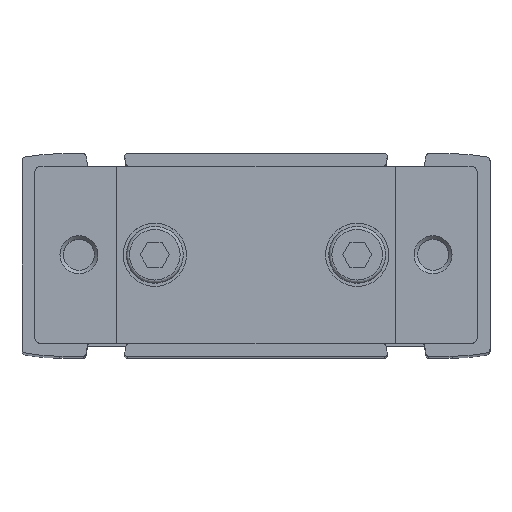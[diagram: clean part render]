
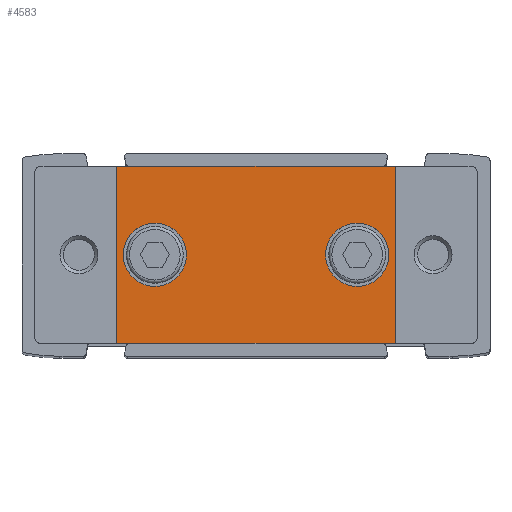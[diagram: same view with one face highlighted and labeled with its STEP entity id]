
A CAD part, top view. The second image highlights one B-rep face of the part: STEP entity #4583.
In plain terms, the highlighted planar face has unit normal (0, 0, 1).
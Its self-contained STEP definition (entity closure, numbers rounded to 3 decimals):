
#261=LINE('',#8439,#533);
#274=LINE('',#8473,#546);
#283=LINE('',#8565,#555);
#284=LINE('',#8567,#556);
#533=VECTOR('',#7017,1000.);
#546=VECTOR('',#7046,1000.);
#555=VECTOR('',#7165,1000.);
#556=VECTOR('',#7168,1000.);
#742=PLANE('',#6021);
#1548=ORIENTED_EDGE('',*,*,#2388,.F.);
#1549=ORIENTED_EDGE('',*,*,#2389,.F.);
#1550=ORIENTED_EDGE('',*,*,#2386,.T.);
#1551=ORIENTED_EDGE('',*,*,#2335,.T.);
#1552=ORIENTED_EDGE('',*,*,#2387,.T.);
#1553=ORIENTED_EDGE('',*,*,#2352,.T.);
#2335=EDGE_CURVE('',#2846,#2847,#261,.T.);
#2352=EDGE_CURVE('',#2859,#2858,#274,.T.);
#2386=EDGE_CURVE('',#2858,#2846,#283,.T.);
#2387=EDGE_CURVE('',#2847,#2859,#284,.T.);
#2388=EDGE_CURVE('',#2887,#2887,#3229,.T.);
#2389=EDGE_CURVE('',#2888,#2888,#3230,.T.);
#2846=VERTEX_POINT('',#8440);
#2847=VERTEX_POINT('',#8441);
#2858=VERTEX_POINT('',#8472);
#2859=VERTEX_POINT('',#8474);
#2887=VERTEX_POINT('',#8570);
#2888=VERTEX_POINT('',#8572);
#3229=CIRCLE('',#6022,2.5);
#3230=CIRCLE('',#6023,2.5);
#3603=EDGE_LOOP('',(#1548));
#3604=EDGE_LOOP('',(#1549));
#3605=EDGE_LOOP('',(#1550,#1551,#1552,#1553));
#4101=FACE_BOUND('',#3603,.T.);
#4102=FACE_BOUND('',#3604,.T.);
#4103=FACE_BOUND('',#3605,.T.);
#4583=ADVANCED_FACE('',(#4101,#4102,#4103),#742,.T.);
#6021=AXIS2_PLACEMENT_3D('',#8568,#7169,#7170);
#6022=AXIS2_PLACEMENT_3D('',#8569,#7171,#7172);
#6023=AXIS2_PLACEMENT_3D('',#8571,#7173,#7174);
#7017=DIRECTION('',(0.,-1.,0.));
#7046=DIRECTION('',(0.,1.,0.));
#7165=DIRECTION('',(-1.,0.,0.));
#7168=DIRECTION('',(1.,0.,0.));
#7169=DIRECTION('',(0.,0.,1.));
#7170=DIRECTION('',(1.,0.,0.));
#7171=DIRECTION('',(0.,0.,1.));
#7172=DIRECTION('',(1.,0.,0.));
#7173=DIRECTION('',(0.,0.,1.));
#7174=DIRECTION('',(1.,0.,0.));
#8439=CARTESIAN_POINT('',(-7.,11.,5.4));
#8440=CARTESIAN_POINT('',(-7.,11.,5.4));
#8441=CARTESIAN_POINT('',(-7.,-11.,5.4));
#8472=CARTESIAN_POINT('',(7.,11.,5.4));
#8473=CARTESIAN_POINT('',(7.,-11.,5.4));
#8474=CARTESIAN_POINT('',(7.,-11.,5.4));
#8565=CARTESIAN_POINT('',(7.,11.,5.4));
#8567=CARTESIAN_POINT('',(-7.,-11.,5.4));
#8568=CARTESIAN_POINT('',(0.,0.,5.4));
#8569=CARTESIAN_POINT('',(0.,8.,5.4));
#8570=CARTESIAN_POINT('',(2.5,8.,5.4));
#8571=CARTESIAN_POINT('',(0.,-8.,5.4));
#8572=CARTESIAN_POINT('',(2.5,-8.,5.4));
